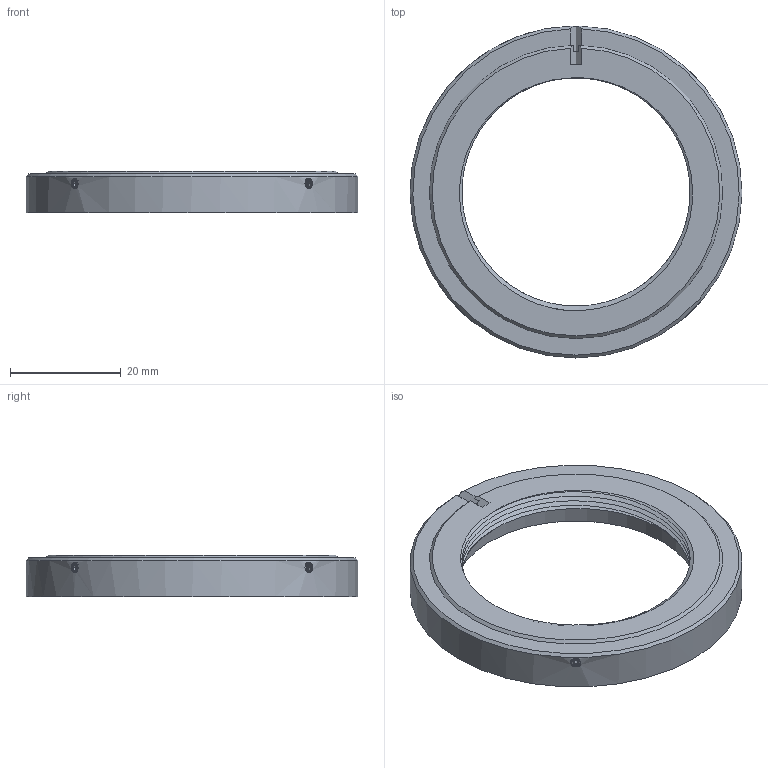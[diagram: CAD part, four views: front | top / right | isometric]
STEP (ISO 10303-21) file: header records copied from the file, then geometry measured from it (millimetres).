
FILE_DESCRIPTION(/* description */ (''),/* implementation_level */ '2;1');
FILE_NAME(/* name */ 'mountBodyBase_M42_assembly',/* time_stamp */ '2023-12-06T13:25:40-05:00',/* author */ ('George Moua'),/* organization */ ('Archive 663'),/* preprocessor_version */ 'ST-DEVELOPER v16.7',/* originating_system */ 'Solid Edge',/* authorisation */ 'Unknown');
FILE_SCHEMA (('AUTOMOTIVE_DESIGN {1 0 10303 214 3 1 1}'));
Length unit declared in the file: millimetre
Products named in the file (5): mountLensBase; mountLensBase_M42_oa_0; mountBodyBase_Thread_M42; mountBodyBase_M42; M2_setScrew_5mm
Assembly tree (7 placements, depth 3):
  mountLensBase
    mountLensBase_M42_oa_0
      mountBodyBase_Thread_M42
      mountBodyBase_M42
      M2_setScrew_5mm  x4
Bounding box: 60 x 60 x 7.55 mm (x, y, z)
Volume: 9820.7 mm3; surface area: 8497.7 mm2
Topology: 6 solids, 6 shells, 137 faces, 500 edges, 371 vertices
Faces by surface type: plane 62, cone 44, cylinder 18, bspline 13
Full cylindrical faces by diameter (mm): 1.7 x4, 44 x1, 50.8 x2, 51 x1, 60 x1
Entity records: 4986 total; most frequent: CARTESIAN_POINT 3545, ORIENTED_EDGE 308, DIRECTION 222, EDGE_CURVE 154, VERTEX_POINT 121, AXIS2_PLACEMENT_3D 98, FACE_BOUND 85, EDGE_LOOP 83
